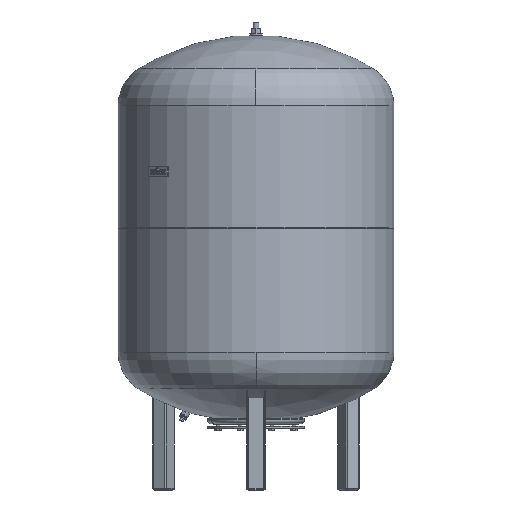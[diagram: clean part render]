
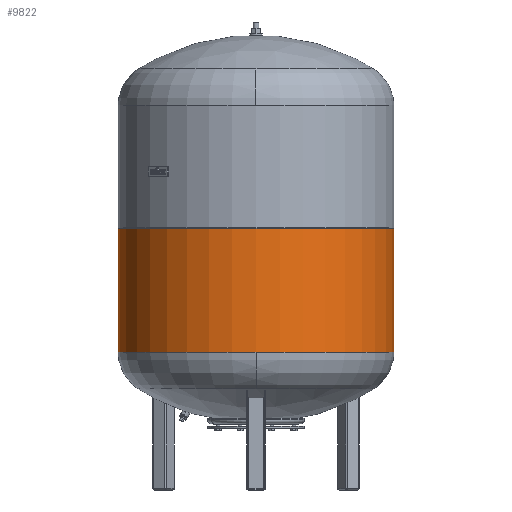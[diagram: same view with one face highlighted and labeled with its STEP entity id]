
A CAD part, front view. The second image highlights one B-rep face of the part: STEP entity #9822.
In plain terms, the highlighted cylindrical face has radius 370 mm (diameter 740 mm), a partial arc.
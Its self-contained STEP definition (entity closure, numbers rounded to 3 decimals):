
#9781=CARTESIAN_POINT('',(0.,0.0,371.5));
#9782=DIRECTION('',(0.0,0.0,1.0));
#9783=DIRECTION('',(1.0,0.0,0.0));
#9784=AXIS2_PLACEMENT_3D('',#9781,#9782,#9783);
#9785=CYLINDRICAL_SURFACE('',#9784,370.0);
#9786=CARTESIAN_POINT('',(370.,0.0,700.0));
#9787=VERTEX_POINT('',#9786);
#9788=CARTESIAN_POINT('',(370.0,0.0,369.0));
#9789=VERTEX_POINT('',#9788);
#9790=CARTESIAN_POINT('',(370.,0.0,700.0));
#9791=DIRECTION('',(0.0,0.0,-1.0));
#9792=VECTOR('',#9791,331.0);
#9793=LINE('',#9790,#9792);
#9794=EDGE_CURVE('',#9787,#9789,#9793,.T.);
#9795=ORIENTED_EDGE('',*,*,#9794,.F.);
#9796=CARTESIAN_POINT('',(-370.0,0.,700.0));
#9797=VERTEX_POINT('',#9796);
#9798=CARTESIAN_POINT('',(0.0,0.0,700.0));
#9799=DIRECTION('',(0.0,0.0,1.0));
#9800=DIRECTION('',(1.0,0.0,0.0));
#9801=AXIS2_PLACEMENT_3D('',#9798,#9799,#9800);
#9802=CIRCLE('',#9801,370.);
#9803=EDGE_CURVE('',#9797,#9787,#9802,.T.);
#9804=ORIENTED_EDGE('',*,*,#9803,.F.);
#9805=CARTESIAN_POINT('',(-370.0,0.,369.0));
#9806=VERTEX_POINT('',#9805);
#9807=CARTESIAN_POINT('',(-370.0,0.,700.0));
#9808=DIRECTION('',(0.0,0.0,-1.0));
#9809=VECTOR('',#9808,331.0);
#9810=LINE('',#9807,#9809);
#9811=EDGE_CURVE('',#9797,#9806,#9810,.T.);
#9812=ORIENTED_EDGE('',*,*,#9811,.T.);
#9813=CARTESIAN_POINT('',(0.,0.0,369.0));
#9814=DIRECTION('',(0.0,0.0,-1.0));
#9815=DIRECTION('',(1.0,0.0,0.0));
#9816=AXIS2_PLACEMENT_3D('',#9813,#9814,#9815);
#9817=CIRCLE('',#9816,370.0);
#9818=EDGE_CURVE('',#9789,#9806,#9817,.T.);
#9819=ORIENTED_EDGE('',*,*,#9818,.F.);
#9820=EDGE_LOOP('',(#9795,#9804,#9812,#9819));
#9821=FACE_OUTER_BOUND('',#9820,.T.);
#9822=ADVANCED_FACE('',(#9821),#9785,.T.);
